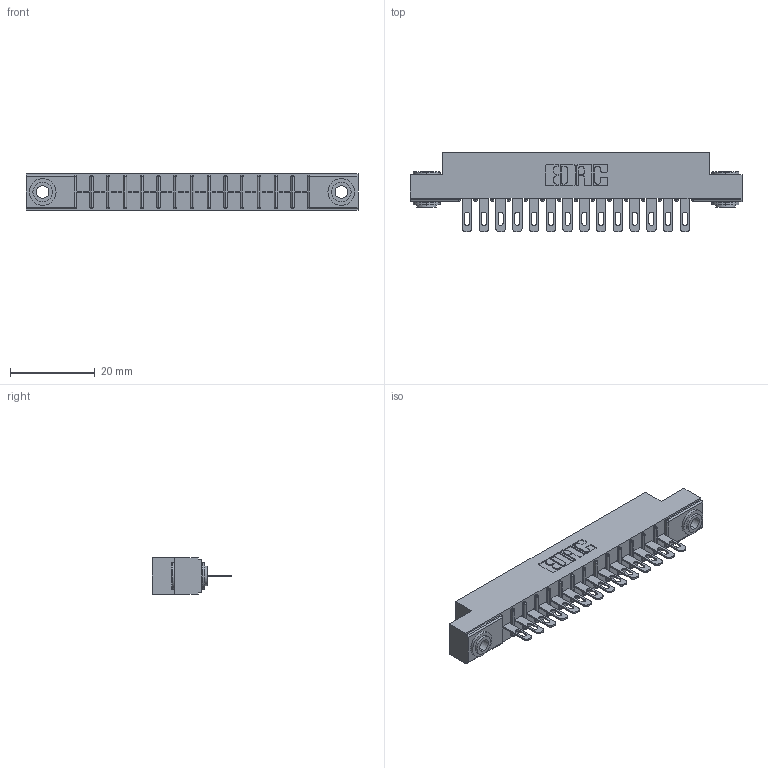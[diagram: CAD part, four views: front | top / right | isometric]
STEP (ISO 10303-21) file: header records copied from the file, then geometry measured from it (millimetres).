
FILE_DESCRIPTION (( 'STEP AP203' ), '1' );
FILE_NAME ('316-014-400-103.STEP', '2020-09-22T16:46:10', ( '' ), ( '' ), 'SwSTEP 2.0', 'SolidWorks 2020', '' );
FILE_SCHEMA (( 'CONFIG_CONTROL_DESIGN' ));
Length unit declared in the file: inch
Products named in the file (4): 316-014-400-103; 306 Part_.156 Dia; 345-250-002_345-250-002-102; 306-290-001_100
Assembly tree (17 placements, depth 2):
  316-014-400-103
    306 Part_.156 Dia
    306-290-001_100  x14
    345-250-002_345-250-002-102  x2
Bounding box: 78.49 x 18.87 x 8.71 mm (x, y, z)
Volume: 5382.8 mm3; surface area: 8172.6 mm2
Topology: 17 solids, 17 shells, 1232 faces, 3438 edges, 2212 vertices
Faces by surface type: plane 792, cylinder 376, sphere 56, cone 8
Entity records: 17912 total; most frequent: CARTESIAN_POINT 2982, DIRECTION 2958, ORIENTED_EDGE 2944, EDGE_CURVE 1472, VECTOR 1126, LINE 1126, VERTEX_POINT 940, AXIS2_PLACEMENT_3D 916
